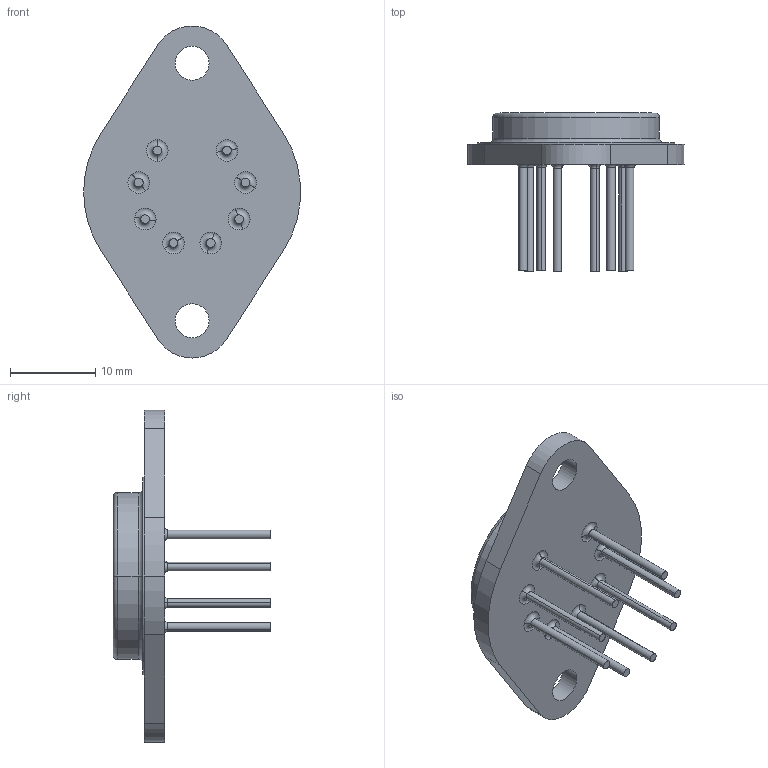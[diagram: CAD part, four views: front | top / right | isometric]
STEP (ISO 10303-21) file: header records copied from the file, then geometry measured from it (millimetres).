
FILE_DESCRIPTION (( 'STEP AP214' ), '1' );
FILE_NAME ('CE.STEP', '2023-06-15T16:36:30', ( '' ), ( '' ), 'SwSTEP 2.0', 'SolidWorks 2023', '' );
FILE_SCHEMA (( 'AUTOMOTIVE_DESIGN' ));
Length unit declared in the file: inch
Products named in the file (4): PHM06M; PSB01; CE; PCM07
Assembly tree (3 placements, depth 2):
  CE
    PHM06M
    PSB01
    PCM07
Bounding box: 25.36 x 18.49 x 38.86 mm (x, y, z)
Volume: 2001.9 mm3; surface area: 3705.2 mm2
Topology: 3 solids, 3 shells, 195 faces, 447 edges, 284 vertices
Faces by surface type: plane 83, cylinder 65, torus 40, cone 4, bspline 3
Entity records: 5725 total; most frequent: DIRECTION 1053, CARTESIAN_POINT 971, ORIENTED_EDGE 894, EDGE_CURVE 447, AXIS2_PLACEMENT_3D 414, VERTEX_POINT 284, EDGE_LOOP 241, LINE 225
